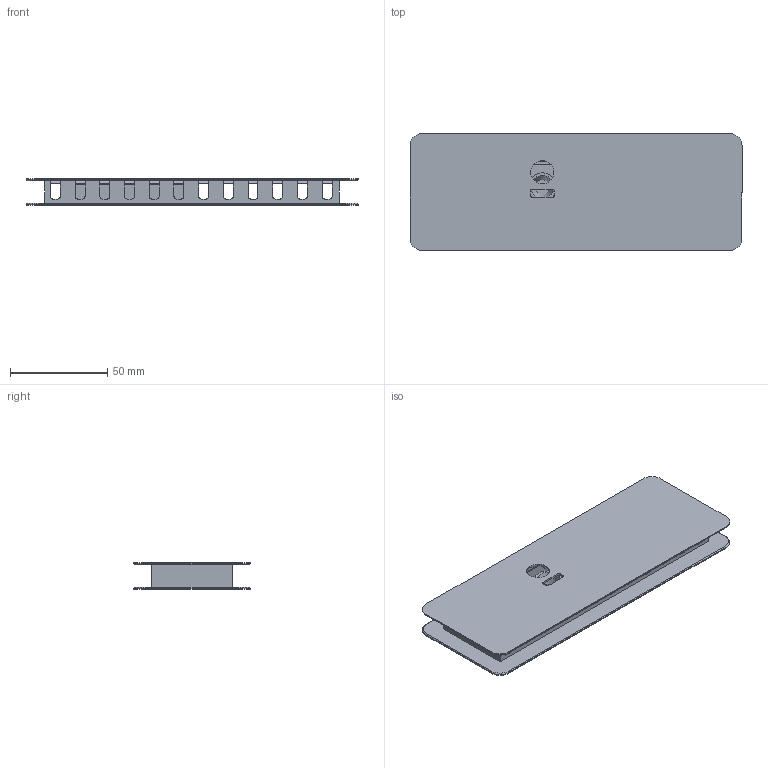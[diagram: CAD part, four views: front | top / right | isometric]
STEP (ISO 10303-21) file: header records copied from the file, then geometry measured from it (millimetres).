
FILE_DESCRIPTION (( 'STEP AP214' ), '1' );
FILE_NAME ('BoardBoxv2.STEP', '2025-11-21T00:36:20', ( '' ), ( '' ), 'SwSTEP 2.0', 'SolidWorks 2025', '' );
FILE_SCHEMA (( 'AUTOMOTIVE_DESIGN' ));
Length unit declared in the file: inch
Products named in the file (1): BoardBoxv2
Bounding box: 170.69 x 60.2 x 13.46 mm (x, y, z)
Volume: 28992.4 mm3; surface area: 53619.8 mm2
Topology: 3 solids, 3 shells, 346 faces, 976 edges, 640 vertices
Faces by surface type: plane 268, cylinder 64, cone 14
Entity records: 11109 total; most frequent: CARTESIAN_POINT 1963, ORIENTED_EDGE 1952, DIRECTION 1814, EDGE_CURVE 976, LINE 832, VECTOR 832, VERTEX_POINT 640, AXIS2_PLACEMENT_3D 491
